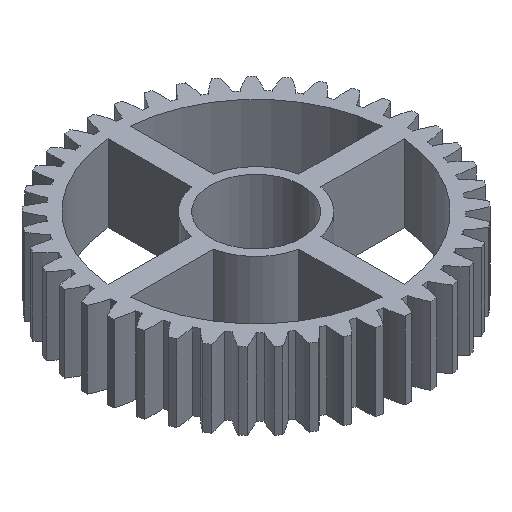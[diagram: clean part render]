
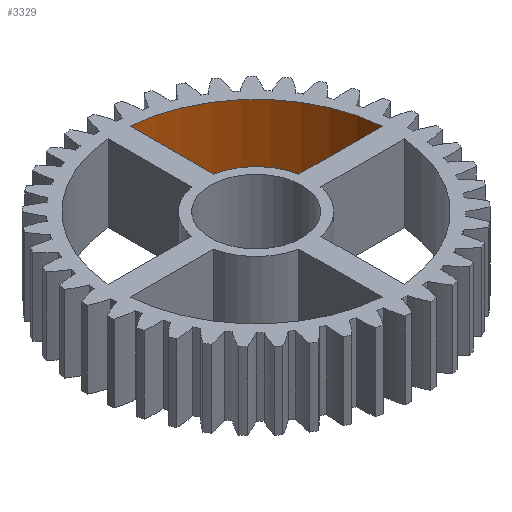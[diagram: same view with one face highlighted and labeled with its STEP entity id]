
A CAD part, isometric view. The second image highlights one B-rep face of the part: STEP entity #3329.
In plain terms, the highlighted cylindrical face has radius 12.5 mm (diameter 25 mm), a partial arc.
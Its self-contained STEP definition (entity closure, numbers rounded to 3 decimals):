
#39=CIRCLE('',#3550,12.5);
#40=CIRCLE('',#3551,12.5);
#378=CYLINDRICAL_SURFACE('',#3549,12.5);
#558=FACE_OUTER_BOUND('',#741,.T.);
#741=EDGE_LOOP('',(#2275,#2276,#2277,#2278));
#948=LINE('',#5394,#1145);
#949=LINE('',#5400,#1146);
#1145=VECTOR('',#4136,10.);
#1146=VECTOR('',#4143,10.);
#1341=VERTEX_POINT('',#5388);
#1343=VERTEX_POINT('',#5392);
#1344=VERTEX_POINT('',#5396);
#1345=VERTEX_POINT('',#5398);
#1718=EDGE_CURVE('',#1343,#1341,#948,.T.);
#1719=EDGE_CURVE('',#1341,#1344,#39,.T.);
#1720=EDGE_CURVE('',#1345,#1343,#40,.T.);
#1721=EDGE_CURVE('',#1345,#1344,#949,.T.);
#2275=ORIENTED_EDGE('',*,*,#1719,.F.);
#2276=ORIENTED_EDGE('',*,*,#1718,.F.);
#2277=ORIENTED_EDGE('',*,*,#1720,.F.);
#2278=ORIENTED_EDGE('',*,*,#1721,.T.);
#3329=ADVANCED_FACE('',(#558),#378,.F.);
#3549=AXIS2_PLACEMENT_3D('',#5395,#4137,#4138);
#3550=AXIS2_PLACEMENT_3D('',#5397,#4139,#4140);
#3551=AXIS2_PLACEMENT_3D('',#5399,#4141,#4142);
#4136=DIRECTION('',(0.,0.,1.));
#4137=DIRECTION('center_axis',(0.,0.,1.));
#4138=DIRECTION('ref_axis',(-1.,0.,0.));
#4139=DIRECTION('center_axis',(0.,0.,-1.));
#4140=DIRECTION('ref_axis',(-1.,0.,0.));
#4141=DIRECTION('center_axis',(0.,0.,1.));
#4142=DIRECTION('ref_axis',(-1.,0.,0.));
#4143=DIRECTION('',(0.,0.,1.));
#5388=CARTESIAN_POINT('',(1.,12.46,7.));
#5392=CARTESIAN_POINT('',(1.,12.46,0.));
#5394=CARTESIAN_POINT('',(1.,12.46,0.));
#5395=CARTESIAN_POINT('Origin',(0.,0.,0.));
#5396=CARTESIAN_POINT('',(12.46,1.,7.));
#5397=CARTESIAN_POINT('Origin',(0.,0.,7.));
#5398=CARTESIAN_POINT('',(12.46,1.,0.));
#5399=CARTESIAN_POINT('Origin',(0.,0.,0.));
#5400=CARTESIAN_POINT('',(12.46,1.,0.));
